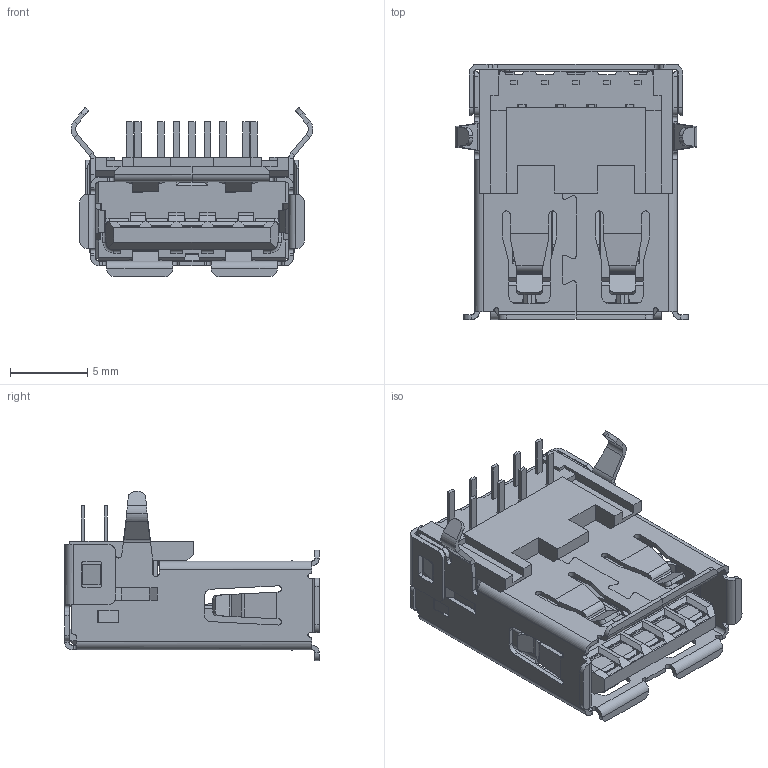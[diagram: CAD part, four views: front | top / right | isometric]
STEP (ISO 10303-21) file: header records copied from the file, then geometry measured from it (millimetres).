
FILE_DESCRIPTION(('CATIA V5 STEP Exchange','CAx-IF Rec.Pracs.--- Model Styling and Organization---1.4--- 2014-01-23'),'2;1');
FILE_NAME ('249138-2_0_2563550000_2563550000.stp','2018-12-18T12:45:37+00:00',('none'),('Weidmueller'),'CATIA Version 5-6 Release 2016 SP3 HF44','CATIA V5 STEP AP214','none');
FILE_SCHEMA(('AUTOMOTIVE_DESIGN { 1 0 10303 214 1 1 1 1 }'));
Products named in the file (1): 2563550000
Bounding box: 15.6 x 16.45 x 10.92 mm (x, y, z)
Volume: 750.9 mm3; surface area: 2432.5 mm2
Topology: 1 solids, 3 shells, 1897 faces, 5301 edges, 3368 vertices
Faces by surface type: plane 1278, cylinder 493, torus 64, bspline 46, extrusion 16
Entity records: 63781 total; most frequent: CARTESIAN_POINT 16688, ORIENTED_EDGE 10602, DIRECTION 8309, EDGE_CURVE 5301, VECTOR 4072, LINE 4056, VERTEX_POINT 3368, AXIS2_PLACEMENT_3D 2453
